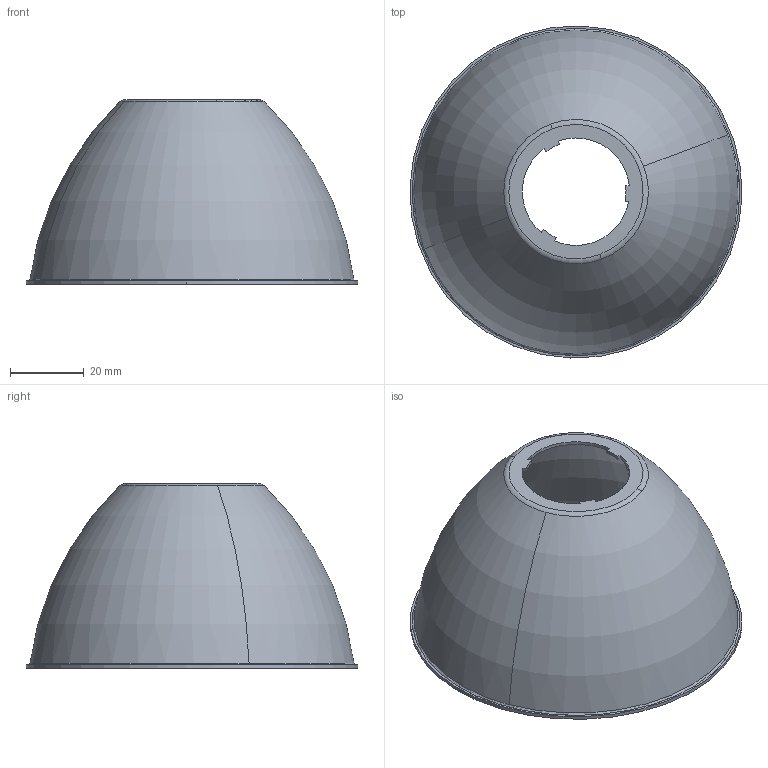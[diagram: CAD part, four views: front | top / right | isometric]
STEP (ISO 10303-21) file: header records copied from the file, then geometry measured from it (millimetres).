
FILE_DESCRIPTION(('Creo Elements/Direct Modeling STEP Export'),'2;1');
FILE_NAME('D90_reflector.stp','2018-07-23T 7:50:59',(''),(''),'Creo Elements/Direct Modeling STEP processor for AP214 (Solid Model)','Creo Elements/Direct Modeling 20.0B 07-Aug-2017 (C) Parametric Technology GmbH','');
FILE_SCHEMA(('AUTOMOTIVE_DESIGN { 1 0 10303 214 1 1 1 1 }'));
Length unit declared in the file: millimetre
Products named in the file (2): riflettore_alluminio
Assembly tree (1 placements, depth 2):
  riflettore_alluminio
    riflettore_alluminio
Bounding box: 89.95 x 89.95 x 50 mm (x, y, z)
Volume: 11483.8 mm3; surface area: 25863.4 mm2
Topology: 1 solids, 1 shells, 30 faces, 86 edges, 60 vertices
Faces by surface type: torus 12, plane 10, cylinder 8
Entity records: 953 total; most frequent: ORIENTED_EDGE 172, DIRECTION 158, CARTESIAN_POINT 152, EDGE_CURVE 86, AXIS2_PLACEMENT_3D 66, VERTEX_POINT 60, CIRCLE 34, EDGE_LOOP 34
